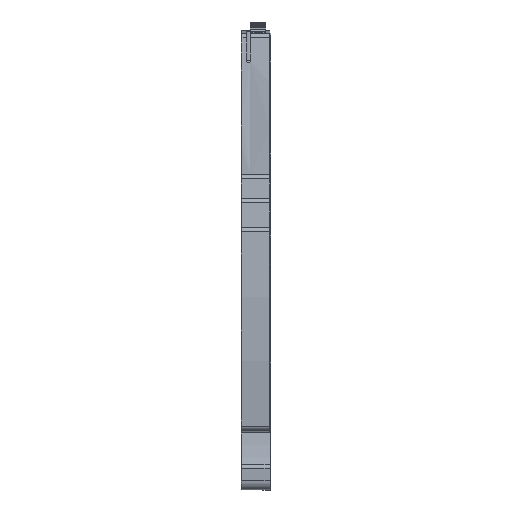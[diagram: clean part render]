
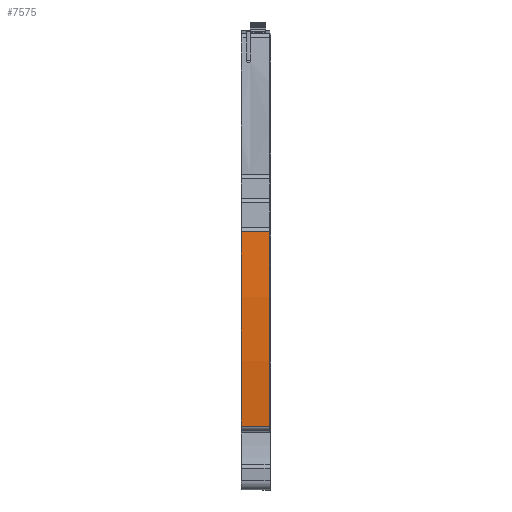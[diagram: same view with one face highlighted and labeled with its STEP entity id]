
A CAD part, front view. The second image highlights one B-rep face of the part: STEP entity #7575.
In plain terms, the highlighted cylindrical face has radius 202 mm (diameter 404 mm), a partial arc.
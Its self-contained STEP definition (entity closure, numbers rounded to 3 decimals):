
#635=AXIS2_PLACEMENT_3D('Circle Axis2P3D',#633,#634,$) ;
#4330=AXIS2_PLACEMENT_3D('Circle Axis2P3D',#4328,#4329,$) ;
#7562=AXIS2_PLACEMENT_3D('Cylinder Axis2P3D',#7559,#7560,#7561) ;
#630=CARTESIAN_POINT('Vertex',(5.95,0.609,53.828)) ;
#633=CARTESIAN_POINT('Axis2P3D Location',(5.95,202.,38.15)) ;
#637=CARTESIAN_POINT('Vertex',(5.95,1.531,13.327)) ;
#3031=CARTESIAN_POINT('Vertex',(0.,0.609,53.828)) ;
#3034=CARTESIAN_POINT('Line Origine',(1.94,0.609,53.828)) ;
#4325=CARTESIAN_POINT('Vertex',(0.,1.531,13.327)) ;
#4328=CARTESIAN_POINT('Axis2P3D Location',(0.,202.,38.15)) ;
#7559=CARTESIAN_POINT('Axis2P3D Location',(2.55,202.,38.15)) ;
#7564=CARTESIAN_POINT('Line Origine',(2.55,1.531,13.327)) ;
#634=DIRECTION('Axis2P3D Direction',(1.,0.,0.)) ;
#3035=DIRECTION('Vector Direction',(1.,0.,0.)) ;
#4329=DIRECTION('Axis2P3D Direction',(1.,0.,0.)) ;
#7560=DIRECTION('Axis2P3D Direction',(1.,0.,0.)) ;
#7561=DIRECTION('Axis2P3D XDirection',(0.,-0.997,0.082)) ;
#7565=DIRECTION('Vector Direction',(1.,0.,0.)) ;
#3036=VECTOR('Line Direction',#3035,1.) ;
#7566=VECTOR('Line Direction',#7565,1.) ;
#7570=ORIENTED_EDGE('',*,*,#7568,.F.) ;
#7571=ORIENTED_EDGE('',*,*,#639,.F.) ;
#7572=ORIENTED_EDGE('',*,*,#3038,.T.) ;
#7573=ORIENTED_EDGE('',*,*,#4332,.T.) ;
#7575=ADVANCED_FACE('KLEMME',(#7574),#7563,.T.) ;
#636=CIRCLE('generated circle',#635,202.) ;
#4331=CIRCLE('generated circle',#4330,202.) ;
#7563=CYLINDRICAL_SURFACE('generated cylinder',#7562,202.) ;
#639=EDGE_CURVE('',#631,#638,#636,.T.) ;
#3038=EDGE_CURVE('',#631,#3032,#3037,.F.) ;
#4332=EDGE_CURVE('',#3032,#4326,#4331,.T.) ;
#7568=EDGE_CURVE('',#638,#4326,#7567,.F.) ;
#7569=EDGE_LOOP('',(#7570,#7571,#7572,#7573)) ;
#7574=FACE_OUTER_BOUND('',#7569,.T.) ;
#3037=LINE('Line',#3034,#3036) ;
#7567=LINE('Line',#7564,#7566) ;
#631=VERTEX_POINT('',#630) ;
#638=VERTEX_POINT('',#637) ;
#3032=VERTEX_POINT('',#3031) ;
#4326=VERTEX_POINT('',#4325) ;
